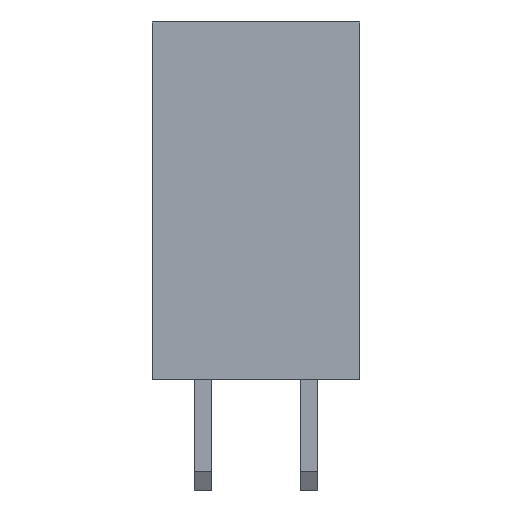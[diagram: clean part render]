
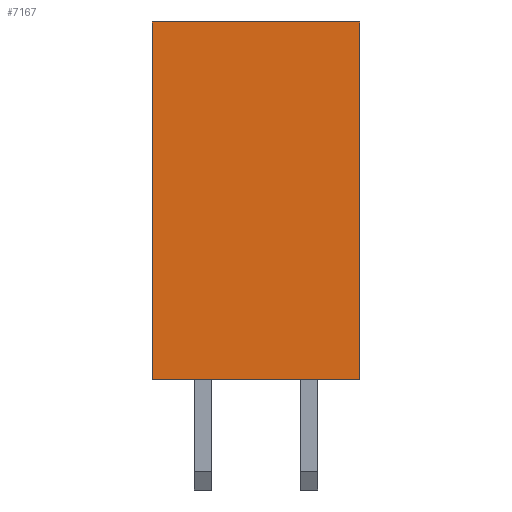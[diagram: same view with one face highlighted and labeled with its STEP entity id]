
A CAD part, left-side view. The second image highlights one B-rep face of the part: STEP entity #7167.
In plain terms, the highlighted planar face has unit normal (-1, 0, 0).
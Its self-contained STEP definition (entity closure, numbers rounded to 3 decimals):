
#401=FACE_OUTER_BOUND('',#847,.T.);
#847=EDGE_LOOP('',(#5923,#5924,#5925,#5926));
#1353=LINE('',#10313,#2325);
#1397=LINE('',#10400,#2369);
#1527=LINE('',#10660,#2499);
#1710=LINE('',#11016,#2682);
#2325=VECTOR('',#8445,8.509);
#2369=VECTOR('',#8491,4.953);
#2499=VECTOR('',#8629,8.509);
#2682=VECTOR('',#9006,4.953);
#3177=VERTEX_POINT('',#10310);
#3178=VERTEX_POINT('',#10312);
#3220=VERTEX_POINT('',#10398);
#3346=VERTEX_POINT('',#10658);
#3945=EDGE_CURVE('',#3177,#3178,#1353,.T.);
#3989=EDGE_CURVE('',#3220,#3177,#1397,.T.);
#4119=EDGE_CURVE('',#3220,#3346,#1527,.T.);
#4302=EDGE_CURVE('',#3346,#3178,#1710,.T.);
#5923=ORIENTED_EDGE('',*,*,#4302,.T.);
#5924=ORIENTED_EDGE('',*,*,#3945,.F.);
#5925=ORIENTED_EDGE('',*,*,#3989,.F.);
#5926=ORIENTED_EDGE('',*,*,#4119,.T.);
#6761=PLANE('',#7615);
#7167=ADVANCED_FACE('',(#401),#6761,.F.);
#7615=AXIS2_PLACEMENT_3D('',#11015,#9004,#9005);
#8445=DIRECTION('',(0.,0.,-1.));
#8491=DIRECTION('',(0.,-1.,0.));
#8629=DIRECTION('',(0.,0.,-1.));
#9004=DIRECTION('center_axis',(1.,0.,0.));
#9005=DIRECTION('ref_axis',(0.,1.,0.));
#9006=DIRECTION('',(0.,-1.,0.));
#10310=CARTESIAN_POINT('',(-12.954,-2.477,8.509));
#10312=CARTESIAN_POINT('',(-12.954,-2.477,0.));
#10313=CARTESIAN_POINT('',(-12.954,-2.477,8.509));
#10398=CARTESIAN_POINT('',(-12.954,2.477,8.509));
#10400=CARTESIAN_POINT('',(-12.954,2.477,8.509));
#10658=CARTESIAN_POINT('',(-12.954,2.477,0.));
#10660=CARTESIAN_POINT('',(-12.954,2.477,8.509));
#11015=CARTESIAN_POINT('Origin',(-12.954,2.477,8.509));
#11016=CARTESIAN_POINT('',(-12.954,2.477,0.));
